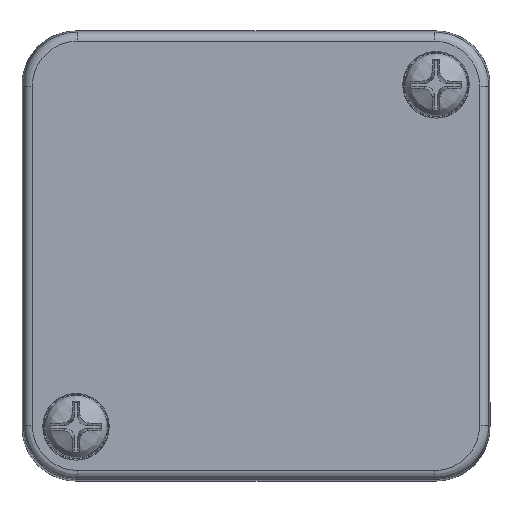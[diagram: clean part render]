
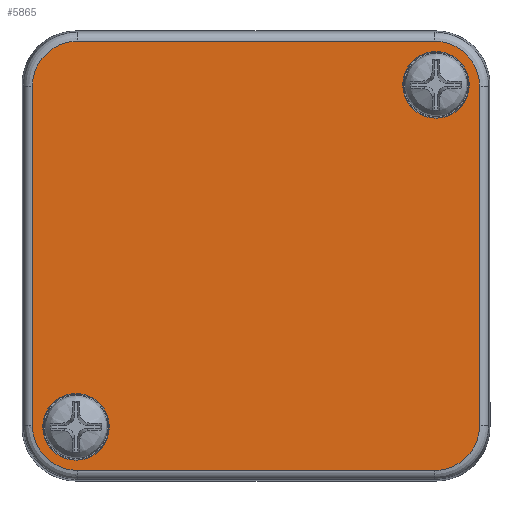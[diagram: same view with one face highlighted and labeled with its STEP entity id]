
A CAD part, top view. The second image highlights one B-rep face of the part: STEP entity #5865.
In plain terms, the highlighted planar face has unit normal (0, 0, 1).
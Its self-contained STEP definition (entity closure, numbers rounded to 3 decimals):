
#124=ELLIPSE('',#6446,5.002,5.);
#125=ELLIPSE('',#6447,5.002,5.);
#126=ELLIPSE('',#6448,5.002,5.);
#127=ELLIPSE('',#6449,5.002,5.);
#364=LINE('',#10206,#728);
#365=LINE('',#10210,#729);
#366=LINE('',#10214,#730);
#367=LINE('',#10218,#731);
#728=VECTOR('',#7827,37.687);
#729=VECTOR('',#7830,39.687);
#730=VECTOR('',#7833,37.687);
#731=VECTOR('',#7836,39.687);
#966=PLANE('',#6445);
#1198=FACE_BOUND('',#1823,.T.);
#1199=FACE_BOUND('',#1824,.T.);
#1408=FACE_OUTER_BOUND('',#1822,.T.);
#1822=EDGE_LOOP('',(#4736,#4737,#4738,#4739,#4740,#4741,#4742,#4743));
#1823=EDGE_LOOP('',(#4744));
#1824=EDGE_LOOP('',(#4745));
#2173=CIRCLE('',#6413,3.7);
#2191=CIRCLE('',#6443,3.7);
#2694=VERTEX_POINT('',#10152);
#2712=VERTEX_POINT('',#10200);
#2713=VERTEX_POINT('',#10204);
#2714=VERTEX_POINT('',#10205);
#2715=VERTEX_POINT('',#10207);
#2716=VERTEX_POINT('',#10209);
#2717=VERTEX_POINT('',#10211);
#2718=VERTEX_POINT('',#10213);
#2719=VERTEX_POINT('',#10215);
#2720=VERTEX_POINT('',#10217);
#3402=EDGE_CURVE('',#2694,#2694,#2173,.T.);
#3420=EDGE_CURVE('',#2712,#2712,#2191,.T.);
#3421=EDGE_CURVE('',#2713,#2714,#364,.T.);
#3422=EDGE_CURVE('',#2715,#2713,#124,.T.);
#3423=EDGE_CURVE('',#2716,#2715,#365,.T.);
#3424=EDGE_CURVE('',#2717,#2716,#125,.T.);
#3425=EDGE_CURVE('',#2718,#2717,#366,.T.);
#3426=EDGE_CURVE('',#2719,#2718,#126,.T.);
#3427=EDGE_CURVE('',#2720,#2719,#367,.T.);
#3428=EDGE_CURVE('',#2714,#2720,#127,.T.);
#4736=ORIENTED_EDGE('',*,*,#3421,.F.);
#4737=ORIENTED_EDGE('',*,*,#3422,.F.);
#4738=ORIENTED_EDGE('',*,*,#3423,.F.);
#4739=ORIENTED_EDGE('',*,*,#3424,.F.);
#4740=ORIENTED_EDGE('',*,*,#3425,.F.);
#4741=ORIENTED_EDGE('',*,*,#3426,.F.);
#4742=ORIENTED_EDGE('',*,*,#3427,.F.);
#4743=ORIENTED_EDGE('',*,*,#3428,.F.);
#4744=ORIENTED_EDGE('',*,*,#3420,.T.);
#4745=ORIENTED_EDGE('',*,*,#3402,.T.);
#5865=ADVANCED_FACE('',(#1408,#1198,#1199),#966,.T.);
#6413=AXIS2_PLACEMENT_3D('',#10153,#7761,#7762);
#6443=AXIS2_PLACEMENT_3D('',#10201,#7821,#7822);
#6445=AXIS2_PLACEMENT_3D('',#10203,#7825,#7826);
#6446=AXIS2_PLACEMENT_3D('',#10208,#7828,#7829);
#6447=AXIS2_PLACEMENT_3D('',#10212,#7831,#7832);
#6448=AXIS2_PLACEMENT_3D('',#10216,#7834,#7835);
#6449=AXIS2_PLACEMENT_3D('',#10219,#7837,#7838);
#7761=DIRECTION('center_axis',(0.,0.,-1.));
#7762=DIRECTION('ref_axis',(1.,0.,0.));
#7821=DIRECTION('center_axis',(0.,0.,-1.));
#7822=DIRECTION('ref_axis',(-1.,0.,0.));
#7825=DIRECTION('center_axis',(0.,0.,1.));
#7826=DIRECTION('ref_axis',(1.,0.,0.));
#7827=DIRECTION('',(0.,1.,0.));
#7828=DIRECTION('center_axis',(0.,0.,-1.));
#7829=DIRECTION('ref_axis',(-0.707,-0.707,0.));
#7830=DIRECTION('',(-1.,0.,0.));
#7831=DIRECTION('center_axis',(0.,0.,-1.));
#7832=DIRECTION('ref_axis',(0.707,-0.707,0.));
#7833=DIRECTION('',(0.,-1.,0.));
#7834=DIRECTION('center_axis',(0.,0.,-1.));
#7835=DIRECTION('ref_axis',(0.707,0.707,0.));
#7836=DIRECTION('',(1.,0.,0.));
#7837=DIRECTION('center_axis',(0.,0.,-1.));
#7838=DIRECTION('ref_axis',(-0.707,0.707,0.));
#10152=CARTESIAN_POINT('',(16.3,19.,5.));
#10153=CARTESIAN_POINT('Origin',(20.,19.,5.));
#10200=CARTESIAN_POINT('',(-16.3,-19.,5.));
#10201=CARTESIAN_POINT('Origin',(-20.,-19.,5.));
#10203=CARTESIAN_POINT('Origin',(0.,0.,5.));
#10204=CARTESIAN_POINT('',(-24.843,-18.844,5.));
#10205=CARTESIAN_POINT('',(-24.843,18.844,5.));
#10206=CARTESIAN_POINT('',(-24.843,-18.844,5.));
#10207=CARTESIAN_POINT('',(-19.844,-23.843,5.));
#10208=CARTESIAN_POINT('Origin',(-19.842,-18.842,5.));
#10209=CARTESIAN_POINT('',(19.844,-23.843,5.));
#10210=CARTESIAN_POINT('',(19.844,-23.843,5.));
#10211=CARTESIAN_POINT('',(24.843,-18.844,5.));
#10212=CARTESIAN_POINT('Origin',(19.842,-18.842,5.));
#10213=CARTESIAN_POINT('',(24.843,18.844,5.));
#10214=CARTESIAN_POINT('',(24.843,18.844,5.));
#10215=CARTESIAN_POINT('',(19.844,23.843,5.));
#10216=CARTESIAN_POINT('Origin',(19.842,18.842,5.));
#10217=CARTESIAN_POINT('',(-19.844,23.843,5.));
#10218=CARTESIAN_POINT('',(-19.844,23.843,5.));
#10219=CARTESIAN_POINT('Origin',(-19.842,18.842,5.));
